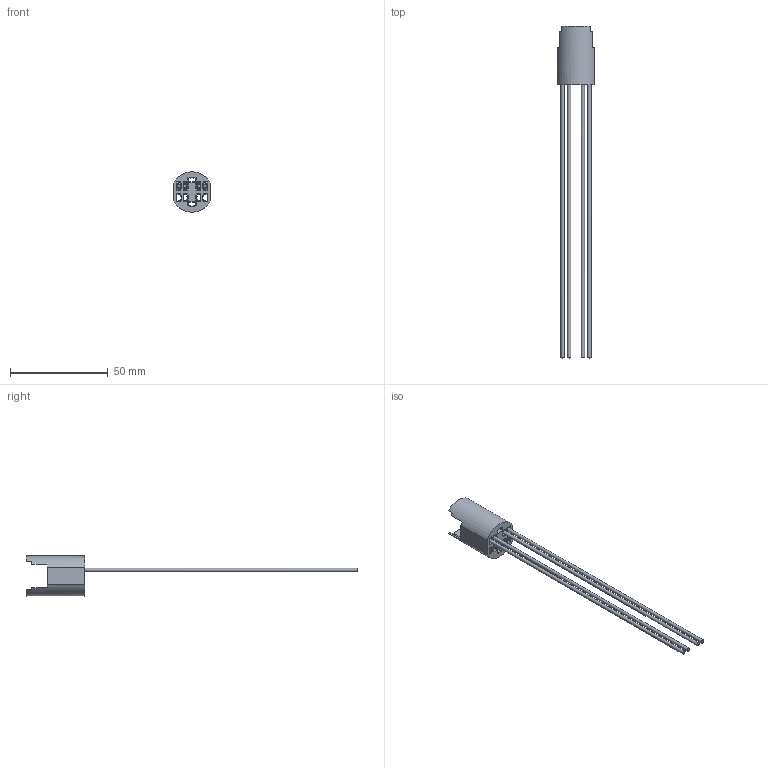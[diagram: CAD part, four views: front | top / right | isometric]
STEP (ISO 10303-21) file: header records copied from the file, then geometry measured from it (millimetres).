
FILE_DESCRIPTION(/* description */ ('','CAx-IF Rec.Pracs.---Representation and Presentation of Product Manufacturing Information (PMI)---4.0---2014-10-13'),/* implementation_level */ '2;1');
FILE_NAME(/* name */ 'PVP8WSN.stp',/* time_stamp */ '2019-06-11T09:17:24-05:00',/* author */ ('mroman'),/* organization */ (''),/* preprocessor_version */ 'ST-DEVELOPER v17',/* originating_system */ 'Autodesk Inventor 2018',/* authorisation */ '');
FILE_SCHEMA (('AP242_MANAGED_MODEL_BASED_3D_ENGINEERING_MIM_LF { 1 0 10303 442 1 1 4 }'));
Length unit declared in the file: millimetre
Products named in the file (1): PVP8WSN
Bounding box: 18.5 x 170 x 20.6 mm (x, y, z)
Volume: 6585.6 mm3; surface area: 8381.9 mm2
Topology: 1 solids, 1 shells, 368 faces, 1066 edges, 702 vertices
Faces by surface type: plane 294, cylinder 50, bspline 24
Full cylindrical faces by diameter (mm): 1.8 x4
Entity records: 13032 total; most frequent: CARTESIAN_POINT 3190, ORIENTED_EDGE 2132, DIRECTION 1884, EDGE_CURVE 1066, LINE 860, VECTOR 860, VERTEX_POINT 702, AXIS2_PLACEMENT_3D 516
